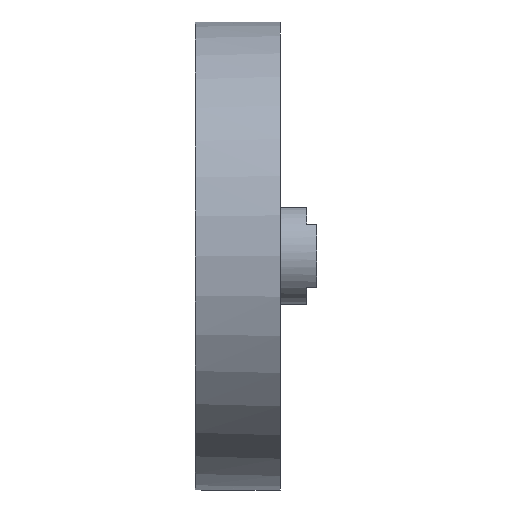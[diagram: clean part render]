
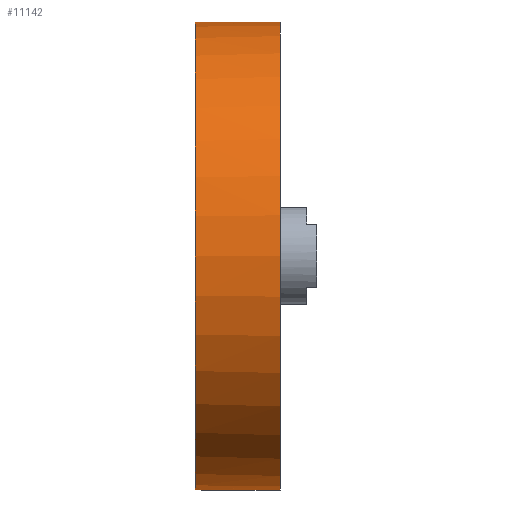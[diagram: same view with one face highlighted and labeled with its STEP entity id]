
A CAD part, left-side view. The second image highlights one B-rep face of the part: STEP entity #11142.
In plain terms, the highlighted cylindrical face has radius 34.95 mm (diameter 69.9 mm), a partial arc.
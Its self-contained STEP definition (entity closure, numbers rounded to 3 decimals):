
#22 = CARTESIAN_POINT ( 'NONE',  ( 0., -12.7, -34.95 ) ) ;
#174 = CARTESIAN_POINT ( 'NONE',  ( 0., -12.7, 0. ) ) ;
#288 = CARTESIAN_POINT ( 'NONE',  ( -0.874, -0.504, -34.939 ) ) ;
#424 = CARTESIAN_POINT ( 'NONE',  ( -1., 0., -34.936 ) ) ;
#479 = CARTESIAN_POINT ( 'NONE',  ( -0.503, -0.874, -34.947 ) ) ;
#682 = LINE ( 'NONE', #1713, #8360 ) ;
#1002 = EDGE_CURVE ( 'NONE', #9467, #7366, #8055, .T. ) ;
#1180 = EDGE_CURVE ( 'NONE', #7618, #4183, #682, .T. ) ;
#1468 = DIRECTION ( 'NONE',  ( 0., 1., 0. ) ) ;
#1552 = CIRCLE ( 'NONE', #9976, 34.95 ) ;
#1713 = CARTESIAN_POINT ( 'NONE',  ( 0., -12.7, 34.95 ) ) ;
#1836 = EDGE_LOOP ( 'NONE', ( #11434, #10948, #11880, #5519, #7666, #11338 ) ) ;
#2020 = CARTESIAN_POINT ( 'NONE',  ( -1., 0., 34.936 ) ) ;
#2343 = CARTESIAN_POINT ( 'NONE',  ( -0.615, -0.8, -34.945 ) ) ;
#2413 = B_SPLINE_CURVE_WITH_KNOTS ( 'NONE', 3,
 ( #4284, #12130, #3313, #11157, #6256, #7419, #5542, #4396, #11339, #5476 ),
 .UNSPECIFIED., .F., .F.,
 ( 4, 2, 2, 2, 4 ),
 ( 0., 0., 0.001, 0.001, 0.002 ),
 .UNSPECIFIED. ) ;
#2434 = LINE ( 'NONE', #9187, #5744 ) ;
#2949 = DIRECTION ( 'NONE',  ( 0., 1., 0. ) ) ;
#2968 = AXIS2_PLACEMENT_3D ( 'NONE', #174, #2949, #10090 ) ;
#3313 = CARTESIAN_POINT ( 'NONE',  ( -0.974, -0.262, 34.936 ) ) ;
#3491 = EDGE_CURVE ( 'NONE', #12274, #7618, #9336, .T. ) ;
#3495 = CARTESIAN_POINT ( 'NONE',  ( 0., 0., 0. ) ) ;
#3618 = DIRECTION ( 'NONE',  ( 0., 0., 1. ) ) ;
#4183 = VERTEX_POINT ( 'NONE', #8838 ) ;
#4284 = CARTESIAN_POINT ( 'NONE',  ( -1., 0., 34.936 ) ) ;
#4396 = CARTESIAN_POINT ( 'NONE',  ( -0.262, -0.974, 34.949 ) ) ;
#4408 = CARTESIAN_POINT ( 'NONE',  ( -0.799, -0.615, -34.941 ) ) ;
#4543 = FACE_OUTER_BOUND ( 'NONE', #1836, .T. ) ;
#5436 = CARTESIAN_POINT ( 'NONE',  ( 0., -12.7, 0. ) ) ;
#5476 = CARTESIAN_POINT ( 'NONE',  ( 0., -1., 34.95 ) ) ;
#5496 = DIRECTION ( 'NONE',  ( 0., 0., 1. ) ) ;
#5519 = ORIENTED_EDGE ( 'NONE', *, *, #10170, .F. ) ;
#5542 = CARTESIAN_POINT ( 'NONE',  ( -0.503, -0.874, 34.947 ) ) ;
#5744 = VECTOR ( 'NONE', #1468, 1000. ) ;
#6256 = CARTESIAN_POINT ( 'NONE',  ( -0.799, -0.615, 34.941 ) ) ;
#6269 = CARTESIAN_POINT ( 'NONE',  ( 0., -1., -34.95 ) ) ;
#6374 = DIRECTION ( 'NONE',  ( 0., 1., 0. ) ) ;
#7109 = CARTESIAN_POINT ( 'NONE',  ( -1., 0., -34.936 ) ) ;
#7364 = CARTESIAN_POINT ( 'NONE',  ( -0.13, -1., -34.95 ) ) ;
#7366 = VERTEX_POINT ( 'NONE', #11000 ) ;
#7419 = CARTESIAN_POINT ( 'NONE',  ( -0.615, -0.8, 34.945 ) ) ;
#7491 = CYLINDRICAL_SURFACE ( 'NONE', #10482, 34.95 ) ;
#7513 = DIRECTION ( 'NONE',  ( 0., 1., 0. ) ) ;
#7599 = CARTESIAN_POINT ( 'NONE',  ( 0., -12.7, 34.95 ) ) ;
#7618 = VERTEX_POINT ( 'NONE', #7599 ) ;
#7666 = ORIENTED_EDGE ( 'NONE', *, *, #12729, .F. ) ;
#8055 = B_SPLINE_CURVE_WITH_KNOTS ( 'NONE', 3,
 ( #424, #10262, #9291, #288, #4408, #2343, #479, #8213, #7364, #6269 ),
 .UNSPECIFIED., .F., .F.,
 ( 4, 2, 2, 2, 4 ),
 ( 0., 0., 0.001, 0.001, 0.002 ),
 .UNSPECIFIED. ) ;
#8213 = CARTESIAN_POINT ( 'NONE',  ( -0.262, -0.974, -34.949 ) ) ;
#8360 = VECTOR ( 'NONE', #7513, 1000. ) ;
#8597 = DIRECTION ( 'NONE',  ( 0., 1., 0. ) ) ;
#8838 = CARTESIAN_POINT ( 'NONE',  ( 0., -1., 34.95 ) ) ;
#9187 = CARTESIAN_POINT ( 'NONE',  ( 0., -12.7, -34.95 ) ) ;
#9291 = CARTESIAN_POINT ( 'NONE',  ( -0.974, -0.262, -34.936 ) ) ;
#9336 = CIRCLE ( 'NONE', #2968, 34.95 ) ;
#9467 = VERTEX_POINT ( 'NONE', #7109 ) ;
#9976 = AXIS2_PLACEMENT_3D ( 'NONE', #3495, #6374, #3618 ) ;
#10003 = VERTEX_POINT ( 'NONE', #2020 ) ;
#10090 = DIRECTION ( 'NONE',  ( 0., 0., 1. ) ) ;
#10170 = EDGE_CURVE ( 'NONE', #10003, #4183, #2413, .T. ) ;
#10262 = CARTESIAN_POINT ( 'NONE',  ( -1., -0.132, -34.936 ) ) ;
#10430 = EDGE_CURVE ( 'NONE', #12274, #7366, #2434, .T. ) ;
#10482 = AXIS2_PLACEMENT_3D ( 'NONE', #5436, #8597, #5496 ) ;
#10948 = ORIENTED_EDGE ( 'NONE', *, *, #3491, .T. ) ;
#11000 = CARTESIAN_POINT ( 'NONE',  ( 0., -1., -34.95 ) ) ;
#11142 = ADVANCED_FACE ( 'NONE', ( #4543 ), #7491, .T. ) ;
#11157 = CARTESIAN_POINT ( 'NONE',  ( -0.874, -0.504, 34.939 ) ) ;
#11338 = ORIENTED_EDGE ( 'NONE', *, *, #1002, .T. ) ;
#11339 = CARTESIAN_POINT ( 'NONE',  ( -0.13, -1., 34.95 ) ) ;
#11434 = ORIENTED_EDGE ( 'NONE', *, *, #10430, .F. ) ;
#11880 = ORIENTED_EDGE ( 'NONE', *, *, #1180, .T. ) ;
#12130 = CARTESIAN_POINT ( 'NONE',  ( -1., -0.132, 34.936 ) ) ;
#12274 = VERTEX_POINT ( 'NONE', #22 ) ;
#12729 = EDGE_CURVE ( 'NONE', #9467, #10003, #1552, .T. ) ;
